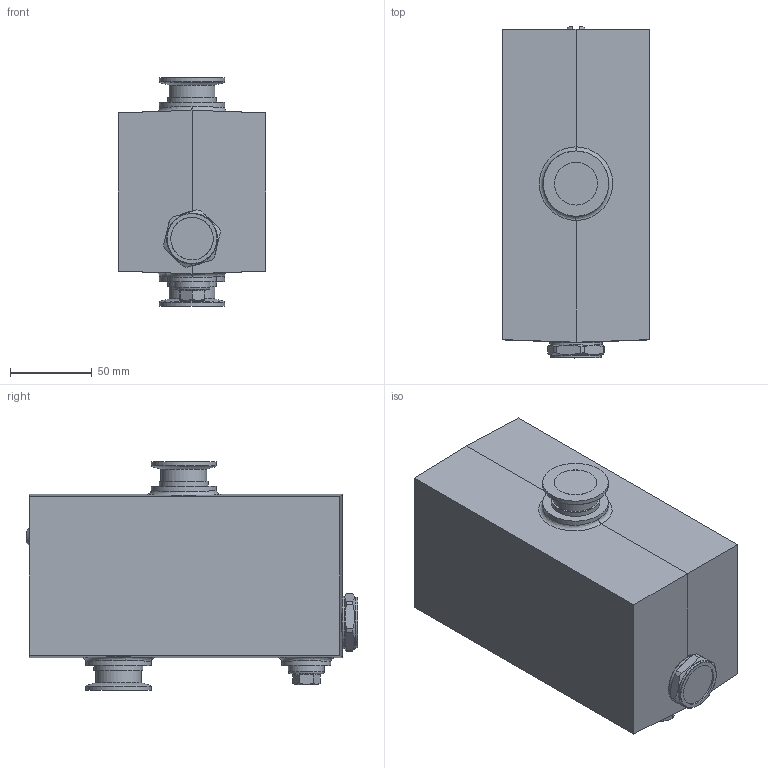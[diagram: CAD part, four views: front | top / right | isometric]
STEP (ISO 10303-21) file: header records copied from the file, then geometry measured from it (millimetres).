
FILE_DESCRIPTION((''),'2;1');
FILE_NAME('PK940012.stp','2010-04-30T14:48:21',('WANGORSCH-V'),(''),'Autodesk Inventor 2009','Autodesk Inventor 2009','');
FILE_SCHEMA(('CONFIG_CONTROL_DESIGN'));
Length unit declared in the file: millimetre
Products named in the file (1): PK940012
Bounding box: 90 x 203 x 140 mm (x, y, z)
Volume: 1738427.3 mm3; surface area: 105155.6 mm2
Topology: 1 solids, 9 shells, 187 faces, 410 edges, 260 vertices
Faces by surface type: plane 90, cylinder 36, bspline 32, cone 27, torus 2
Full cylindrical faces by diameter (mm): 4 x1, 6 x4, 10 x4, 16.662 x1, 17 x1, 20 x1, 20.2 x1, 22 x1, 23.7 x1, 26.052 x2, 26.2 x2, 28 x2, 30 x3, 31 x1, 32 x1, 40 x4
Entity records: 6161 total; most frequent: CARTESIAN_POINT 2517, DIRECTION 697, ORIENTED_EDGE 608, EDGE_CURVE 304, AXIS2_PLACEMENT_3D 297, EDGE_LOOP 286, VERTEX_POINT 226, FACE_OUTER_BOUND 187
